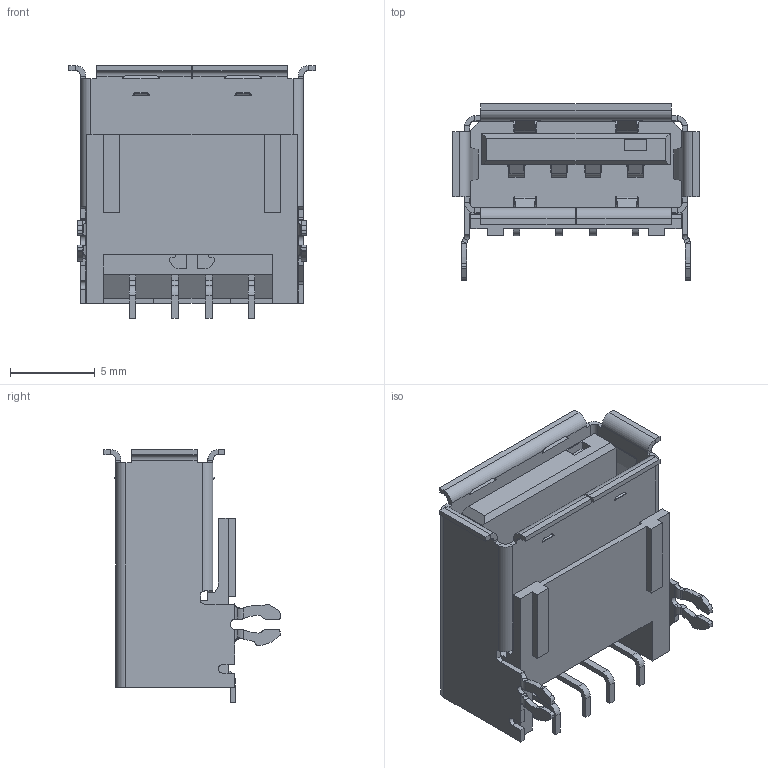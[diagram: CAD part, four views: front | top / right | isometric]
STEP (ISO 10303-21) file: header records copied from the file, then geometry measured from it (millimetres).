
FILE_DESCRIPTION (( 'STEP AP214' ), '1' );
FILE_NAME ('87583-0010RHLF.STEP', '2023-08-01T07:05:03', ( '' ), ( '' ), 'SwSTEP 2.0', 'SolidWorks 2021', '' );
FILE_SCHEMA (( 'AUTOMOTIVE_DESIGN' ));
Length unit declared in the file: millimetre
Products named in the file (2): 87583-0010RHLF; 87583-2010RPLF--3DModel-STEP-533217
Assembly tree (1 placements, depth 2):
  87583-0010RHLF
    87583-2010RPLF--3DModel-STEP-533217
Bounding box: 14.5 x 10.37 x 14.88 mm (x, y, z)
Volume: 644.7 mm3; surface area: 1792 mm2
Topology: 1 solids, 2 shells, 574 faces, 1491 edges, 917 vertices
Faces by surface type: plane 322, cylinder 159, bspline 92, cone 1
Entity records: 20647 total; most frequent: CARTESIAN_POINT 7147, ORIENTED_EDGE 2982, DIRECTION 2451, EDGE_CURVE 1491, VECTOR 1037, LINE 1037, VERTEX_POINT 917, AXIS2_PLACEMENT_3D 707
